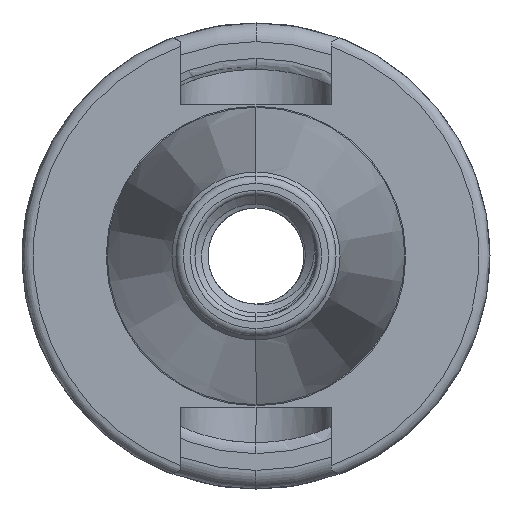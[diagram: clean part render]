
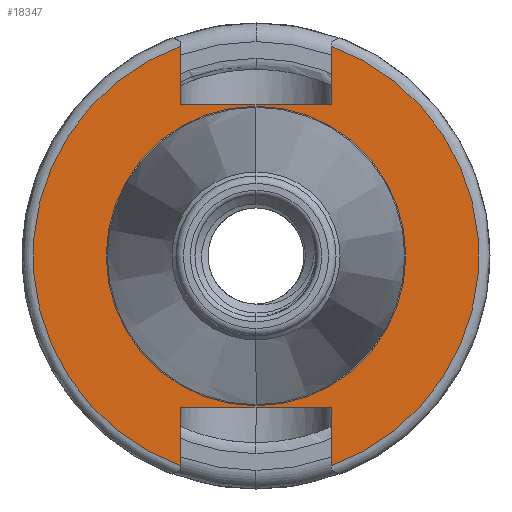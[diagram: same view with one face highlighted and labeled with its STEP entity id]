
A CAD part, left-side view. The second image highlights one B-rep face of the part: STEP entity #18347.
In plain terms, the highlighted planar face has unit normal (-1, 0, 0).
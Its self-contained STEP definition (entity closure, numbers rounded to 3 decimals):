
#3673 = FACE_OUTER_BOUND ( 'NONE', #21977, .T. ) ;
#3675 = FACE_BOUND ( 'NONE', #22000, .T. ) ;
#3883 = CIRCLE ( 'NONE', #19043, 16.062 ) ;
#4102 = VERTEX_POINT ( 'NONE', #14782 ) ;
#4112 = VERTEX_POINT ( 'NONE', #14783 ) ;
#4113 = VERTEX_POINT ( 'NONE', #14768 ) ;
#4119 = VERTEX_POINT ( 'NONE', #14793 ) ;
#4120 = VERTEX_POINT ( 'NONE', #14789 ) ;
#4126 = VERTEX_POINT ( 'NONE', #14745 ) ;
#4135 = VERTEX_POINT ( 'NONE', #14765 ) ;
#4140 = VERTEX_POINT ( 'NONE', #14818 ) ;
#4740 = CARTESIAN_POINT ( 'NONE',  ( -4., -8.075, -16.2 ) ) ;
#4831 = DIRECTION ( 'NONE',  ( 0., 0., -1. ) ) ;
#4871 = DIRECTION ( 'NONE',  ( 0., 0., 1. ) ) ;
#4880 = DIRECTION ( 'NONE',  ( -1., 0., 0. ) ) ;
#4897 = DIRECTION ( 'NONE',  ( 0., -1., 0. ) ) ;
#4940 = CARTESIAN_POINT ( 'NONE',  ( -4., 8.075, 25.1 ) ) ;
#4945 = CARTESIAN_POINT ( 'NONE',  ( -4., 0., 0. ) ) ;
#5196 = DIRECTION ( 'NONE',  ( 0., 0., -1. ) ) ;
#5329 = CARTESIAN_POINT ( 'NONE',  ( -4., -8.075, 25.1 ) ) ;
#5735 = DIRECTION ( 'NONE',  ( 0., 0., 1. ) ) ;
#5792 = DIRECTION ( 'NONE',  ( -1., 0., 0. ) ) ;
#5831 = CARTESIAN_POINT ( 'NONE',  ( -4., 0., 0. ) ) ;
#5964 = CARTESIAN_POINT ( 'NONE',  ( -4., 0., 0. ) ) ;
#5990 = CARTESIAN_POINT ( 'NONE',  ( -4., 8.075, -25.1 ) ) ;
#6026 = DIRECTION ( 'NONE',  ( 0., 0., 1. ) ) ;
#6056 = DIRECTION ( 'NONE',  ( 0., 0., 1. ) ) ;
#6070 = DIRECTION ( 'NONE',  ( -1., 0., 0. ) ) ;
#7653 = CARTESIAN_POINT ( 'NONE',  ( -4., -8.075, 16.2 ) ) ;
#7656 = DIRECTION ( 'NONE',  ( 0., -1., 0. ) ) ;
#7729 = CARTESIAN_POINT ( 'NONE',  ( -4., -8.075, -25.1 ) ) ;
#7738 = DIRECTION ( 'NONE',  ( 0., 0., 1. ) ) ;
#8083 = CARTESIAN_POINT ( 'NONE',  ( -4., 0., -16.062 ) ) ;
#8164 = CARTESIAN_POINT ( 'NONE',  ( -4., 0., 16.062 ) ) ;
#8394 = CIRCLE ( 'NONE', #19102, 16.062 ) ;
#8396 = LINE ( 'NONE', #7729, #8405 ) ;
#8398 = LINE ( 'NONE', #4940, #8420 ) ;
#8405 = VECTOR ( 'NONE', #7738, 1000. ) ;
#8407 = LINE ( 'NONE', #7653, #8424 ) ;
#8413 = CIRCLE ( 'NONE', #19099, 23.9 ) ;
#8416 = LINE ( 'NONE', #5990, #8417 ) ;
#8417 = VECTOR ( 'NONE', #6056, 1000. ) ;
#8420 = VECTOR ( 'NONE', #4831, 1000. ) ;
#8424 = VECTOR ( 'NONE', #7656, 1000. ) ;
#8426 = LINE ( 'NONE', #4740, #8434 ) ;
#8434 = VECTOR ( 'NONE', #4897, 1000. ) ;
#8437 = LINE ( 'NONE', #5329, #8440 ) ;
#8440 = VECTOR ( 'NONE', #5196, 1000. ) ;
#8443 = CIRCLE ( 'NONE', #19077, 23.9 ) ;
#11616 = CARTESIAN_POINT ( 'NONE',  ( -4., 16.062, 0. ) ) ;
#11618 = DIRECTION ( 'NONE',  ( 1., 0., 0. ) ) ;
#11620 = DIRECTION ( 'NONE',  ( 0., 0., -1. ) ) ;
#11650 = PLANE ( 'NONE',  #19526 ) ;
#14745 = CARTESIAN_POINT ( 'NONE',  ( -4., 8.075, -16.2 ) ) ;
#14765 = CARTESIAN_POINT ( 'NONE',  ( -4., -8.075, 16.2 ) ) ;
#14768 = CARTESIAN_POINT ( 'NONE',  ( -4., 8.075, 16.2 ) ) ;
#14782 = CARTESIAN_POINT ( 'NONE',  ( -4., 8.075, -22.495 ) ) ;
#14783 = CARTESIAN_POINT ( 'NONE',  ( -4., -8.075, 22.495 ) ) ;
#14789 = CARTESIAN_POINT ( 'NONE',  ( -4., -8.075, -22.495 ) ) ;
#14793 = CARTESIAN_POINT ( 'NONE',  ( -4., 8.075, 22.495 ) ) ;
#14818 = CARTESIAN_POINT ( 'NONE',  ( -4., -8.075, -16.2 ) ) ;
#16262 = DIRECTION ( 'NONE',  ( 0., 0., 1. ) ) ;
#16285 = CARTESIAN_POINT ( 'NONE',  ( -4., 0., 0. ) ) ;
#16293 = DIRECTION ( 'NONE',  ( -1., 0., 0. ) ) ;
#18347 = ADVANCED_FACE ( 'NONE', ( #3673, #3675 ), #11650, .F. ) ;
#18826 = ORIENTED_EDGE ( 'NONE', *, *, #21079, .T. ) ;
#18828 = ORIENTED_EDGE ( 'NONE', *, *, #21031, .F. ) ;
#18831 = ORIENTED_EDGE ( 'NONE', *, *, #21054, .F. ) ;
#18859 = ORIENTED_EDGE ( 'NONE', *, *, #21076, .T. ) ;
#18861 = ORIENTED_EDGE ( 'NONE', *, *, #21051, .T. ) ;
#18862 = ORIENTED_EDGE ( 'NONE', *, *, #21026, .F. ) ;
#18882 = ORIENTED_EDGE ( 'NONE', *, *, #20847, .F. ) ;
#18884 = ORIENTED_EDGE ( 'NONE', *, *, #21050, .T. ) ;
#18898 = ORIENTED_EDGE ( 'NONE', *, *, #21071, .T. ) ;
#18902 = ORIENTED_EDGE ( 'NONE', *, *, #21070, .F. ) ;
#19043 = AXIS2_PLACEMENT_3D ( 'NONE', #16285, #16293, #16262 ) ;
#19077 = AXIS2_PLACEMENT_3D ( 'NONE', #4945, #4880, #4871 ) ;
#19099 = AXIS2_PLACEMENT_3D ( 'NONE', #5964, #6070, #6026 ) ;
#19102 = AXIS2_PLACEMENT_3D ( 'NONE', #5831, #5792, #5735 ) ;
#19526 = AXIS2_PLACEMENT_3D ( 'NONE', #11616, #11618, #11620 ) ;
#20847 = EDGE_CURVE ( 'NONE', #21635, #21650, #3883, .T. ) ;
#21026 = EDGE_CURVE ( 'NONE', #4113, #4135, #8407, .T. ) ;
#21031 = EDGE_CURVE ( 'NONE', #4120, #4140, #8396, .T. ) ;
#21050 = EDGE_CURVE ( 'NONE', #4126, #4140, #8426, .T. ) ;
#21051 = EDGE_CURVE ( 'NONE', #4119, #4102, #8443, .T. ) ;
#21054 = EDGE_CURVE ( 'NONE', #4119, #4113, #8398, .T. ) ;
#21070 = EDGE_CURVE ( 'NONE', #21650, #21635, #8394, .T. ) ;
#21071 = EDGE_CURVE ( 'NONE', #4112, #4135, #8437, .T. ) ;
#21076 = EDGE_CURVE ( 'NONE', #4120, #4112, #8413, .T. ) ;
#21079 = EDGE_CURVE ( 'NONE', #4102, #4126, #8416, .T. ) ;
#21635 = VERTEX_POINT ( 'NONE', #8083 ) ;
#21650 = VERTEX_POINT ( 'NONE', #8164 ) ;
#21977 = EDGE_LOOP ( 'NONE', ( #18861, #18826, #18884, #18828, #18859, #18898, #18862, #18831 ) ) ;
#22000 = EDGE_LOOP ( 'NONE', ( #18902, #18882 ) ) ;
